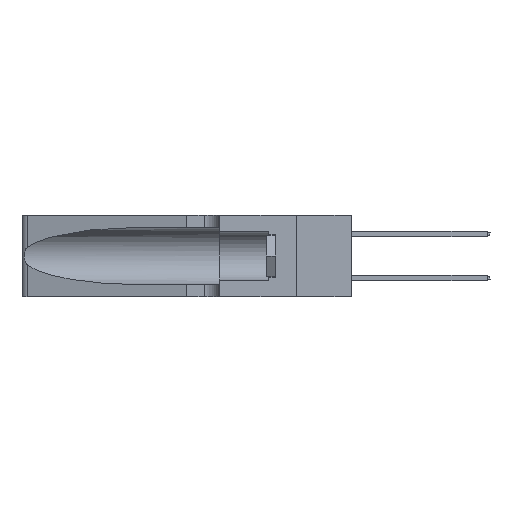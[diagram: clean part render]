
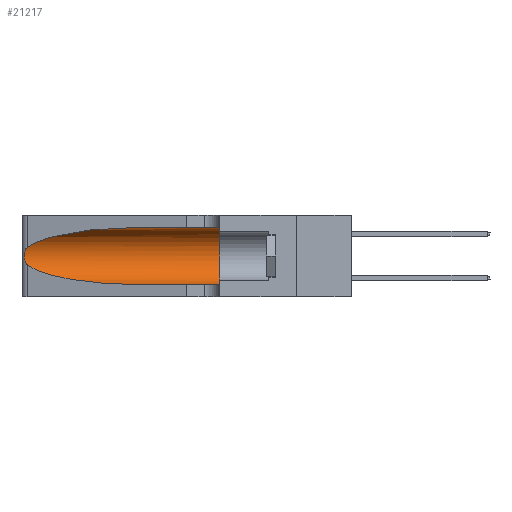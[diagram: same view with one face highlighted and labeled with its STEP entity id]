
A CAD part, left-side view. The second image highlights one B-rep face of the part: STEP entity #21217.
In plain terms, the highlighted cylindrical face has radius 3.308 mm (diameter 6.617 mm), a partial arc.
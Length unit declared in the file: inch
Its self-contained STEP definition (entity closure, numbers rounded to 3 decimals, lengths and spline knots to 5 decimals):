
#197 = CARTESIAN_POINT ( 'NONE',  ( 0.1305, 0.72297, 0.31525 ) ) ;
#595 = ORIENTED_EDGE ( 'NONE', *, *, #14348, .F. ) ;
#1484 = AXIS2_PLACEMENT_3D ( 'NONE', #18289, #22927, #11695 ) ;
#3721 = VERTEX_POINT ( 'NONE', #197 ) ;
#5301 = CARTESIAN_POINT ( 'NONE',  ( 0.25555, 1.22993, 0.14849 ) ) ;
#5608 = VERTEX_POINT ( 'NONE', #9291 ) ;
#5920 = CARTESIAN_POINT ( 'NONE',  ( 0.25487, 1.22718, 0.22369 ) ) ;
#6354 = ORIENTED_EDGE ( 'NONE', *, *, #20628, .T. ) ;
#6776 = VECTOR ( 'NONE', #8863, 39.37008 ) ;
#6915 =( BOUNDED_CURVE ( )  B_SPLINE_CURVE ( 3, ( #26838, #20715, #8476, #26575 ),
 .UNSPECIFIED., .F., .F. ) 
 B_SPLINE_CURVE_WITH_KNOTS ( ( 4, 4 ),
 ( 1.5708, 2.84003 ),
 .UNSPECIFIED. ) 
 CURVE ( )  GEOMETRIC_REPRESENTATION_ITEM ( )  RATIONAL_B_SPLINE_CURVE ( ( 1., 0.87, 0.87, 1. ) ) 
 REPRESENTATION_ITEM ( '' )  );
#7266 = EDGE_CURVE ( 'NONE', #3721, #27193, #6915, .T. ) ;
#7378 = CARTESIAN_POINT ( 'NONE',  ( 0.25787, 1.23484, 0.2124 ) ) ;
#7567 = CARTESIAN_POINT ( 'NONE',  ( 0.25487, 1.22718, 0.22369 ) ) ;
#8476 = CARTESIAN_POINT ( 'NONE',  ( 0.2373, 1.15595, 0.28018 ) ) ;
#8491 = CARTESIAN_POINT ( 'NONE',  ( 0.1305, 1.61858, 0.185 ) ) ;
#8863 = DIRECTION ( 'NONE',  ( 0., -1., 0. ) ) ;
#9291 = CARTESIAN_POINT ( 'NONE',  ( 0.1305, 0.72297, 0.05475 ) ) ;
#9653 = CARTESIAN_POINT ( 'NONE',  ( 0.25854, 1.2359, 0.20912 ) ) ;
#9847 = CARTESIAN_POINT ( 'NONE',  ( 0.25789, 1.23486, 0.15765 ) ) ;
#10041 = VERTEX_POINT ( 'NONE', #16521 ) ;
#10895 = VERTEX_POINT ( 'NONE', #20327 ) ;
#11354 = ORIENTED_EDGE ( 'NONE', *, *, #28094, .T. ) ;
#11383 = LINE ( 'NONE', #24904, #6776 ) ;
#11695 = DIRECTION ( 'NONE',  ( 0., 0., 1. ) ) ;
#11908 = CARTESIAN_POINT ( 'NONE',  ( 0.26075, 1.23896, 0.178 ) ) ;
#14348 = EDGE_CURVE ( 'NONE', #10895, #10041, #20783, .T. ) ;
#15615 = DIRECTION ( 'NONE',  ( 0., -1., 0. ) ) ;
#16011 = FACE_OUTER_BOUND ( 'NONE', #26900, .T. ) ;
#16521 = CARTESIAN_POINT ( 'NONE',  ( 0.1305, 0.35, 0.05475 ) ) ;
#18289 = CARTESIAN_POINT ( 'NONE',  ( 0.1305, 0.35, 0.185 ) ) ;
#19394 = EDGE_CURVE ( 'NONE', #5608, #10041, #26445, .T. ) ;
#20038 = CARTESIAN_POINT ( 'NONE',  ( 0.1305, 1.61858, 0.05475 ) ) ;
#20327 = CARTESIAN_POINT ( 'NONE',  ( 0.1305, 0.35, 0.31525 ) ) ;
#20628 = EDGE_CURVE ( 'NONE', #27193, #25887, #21753, .T. ) ;
#20715 = CARTESIAN_POINT ( 'NONE',  ( 0.18966, 0.96281, 0.31525 ) ) ;
#20772 = CARTESIAN_POINT ( 'NONE',  ( 0.25555, 1.22994, 0.2215 ) ) ;
#20783 = CIRCLE ( 'NONE', #1484, 0.13025 ) ;
#20872 = CARTESIAN_POINT ( 'NONE',  ( 0.25639, 1.23184, 0.21858 ) ) ;
#21068 = CARTESIAN_POINT ( 'NONE',  ( 0.25487, 1.22718, 0.14631 ) ) ;
#21162 = CARTESIAN_POINT ( 'NONE',  ( 0.26075, 1.23896, 0.19203 ) ) ;
#21217 = ADVANCED_FACE ( 'NONE', ( #16011 ), #22393, .F. ) ;
#21268 = CARTESIAN_POINT ( 'NONE',  ( 0.18966, 0.96281, 0.05475 ) ) ;
#21753 = B_SPLINE_CURVE_WITH_KNOTS ( 'NONE', 3,
 ( #7567, #20772, #20872, #7378, #9653, #25460, #21162, #11908, #25556, #27735, #9847, #23044, #5301, #21068 ),
 .UNSPECIFIED., .F., .F.,
 ( 4, 2, 2, 2, 2, 2, 4 ),
 ( 0., 0.00027, 0.00053, 0.00107, 0.0016, 0.00187, 0.00214 ),
 .UNSPECIFIED. ) ;
#22201 = CARTESIAN_POINT ( 'NONE',  ( 0.25487, 1.22718, 0.14631 ) ) ;
#22279 = EDGE_CURVE ( 'NONE', #3721, #10895, #11383, .T. ) ;
#22393 = CYLINDRICAL_SURFACE ( 'NONE', #26440, 0.13025 ) ;
#22566 = DIRECTION ( 'NONE',  ( 0., 0., -1. ) ) ;
#22927 = DIRECTION ( 'NONE',  ( 0., 1., 0. ) ) ;
#23044 = CARTESIAN_POINT ( 'NONE',  ( 0.25639, 1.23186, 0.15144 ) ) ;
#24904 = CARTESIAN_POINT ( 'NONE',  ( 0.1305, 1.61858, 0.31525 ) ) ;
#24962 = VECTOR ( 'NONE', #15615, 39.37008 ) ;
#25035 = DIRECTION ( 'NONE',  ( 0., -1., 0. ) ) ;
#25460 = CARTESIAN_POINT ( 'NONE',  ( 0.26018, 1.23835, 0.19895 ) ) ;
#25556 = CARTESIAN_POINT ( 'NONE',  ( 0.26017, 1.23833, 0.17102 ) ) ;
#25887 = VERTEX_POINT ( 'NONE', #27203 ) ;
#26440 = AXIS2_PLACEMENT_3D ( 'NONE', #8491, #25035, #22566 ) ;
#26445 = LINE ( 'NONE', #20038, #24962 ) ;
#26575 = CARTESIAN_POINT ( 'NONE',  ( 0.25487, 1.22718, 0.22369 ) ) ;
#26758 = ORIENTED_EDGE ( 'NONE', *, *, #22279, .F. ) ;
#26838 = CARTESIAN_POINT ( 'NONE',  ( 0.1305, 0.72297, 0.31525 ) ) ;
#26900 = EDGE_LOOP ( 'NONE', ( #29158, #6354, #11354, #27066, #595, #26758 ) ) ;
#27014 =( BOUNDED_CURVE ( )  B_SPLINE_CURVE ( 3, ( #22201, #27358, #21268, #28074 ),
 .UNSPECIFIED., .F., .F. ) 
 B_SPLINE_CURVE_WITH_KNOTS ( ( 4, 4 ),
 ( 3.44316, 4.71239 ),
 .UNSPECIFIED. ) 
 CURVE ( )  GEOMETRIC_REPRESENTATION_ITEM ( )  RATIONAL_B_SPLINE_CURVE ( ( 1., 0.87, 0.87, 1. ) ) 
 REPRESENTATION_ITEM ( '' )  );
#27066 = ORIENTED_EDGE ( 'NONE', *, *, #19394, .T. ) ;
#27193 = VERTEX_POINT ( 'NONE', #5920 ) ;
#27203 = CARTESIAN_POINT ( 'NONE',  ( 0.25487, 1.22718, 0.14631 ) ) ;
#27358 = CARTESIAN_POINT ( 'NONE',  ( 0.2373, 1.15595, 0.08982 ) ) ;
#27735 = CARTESIAN_POINT ( 'NONE',  ( 0.25856, 1.23593, 0.16098 ) ) ;
#28074 = CARTESIAN_POINT ( 'NONE',  ( 0.1305, 0.72297, 0.05475 ) ) ;
#28094 = EDGE_CURVE ( 'NONE', #25887, #5608, #27014, .T. ) ;
#29158 = ORIENTED_EDGE ( 'NONE', *, *, #7266, .T. ) ;
